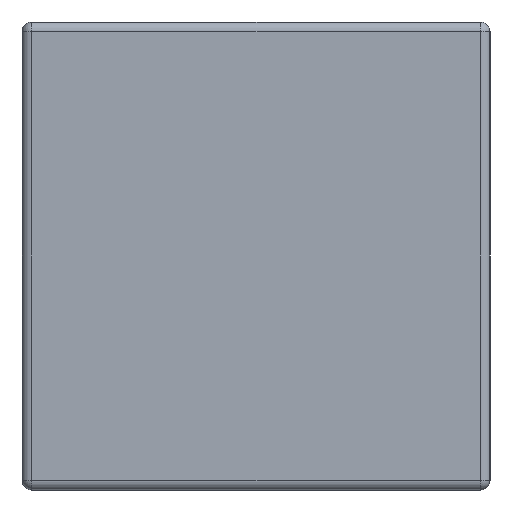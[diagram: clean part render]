
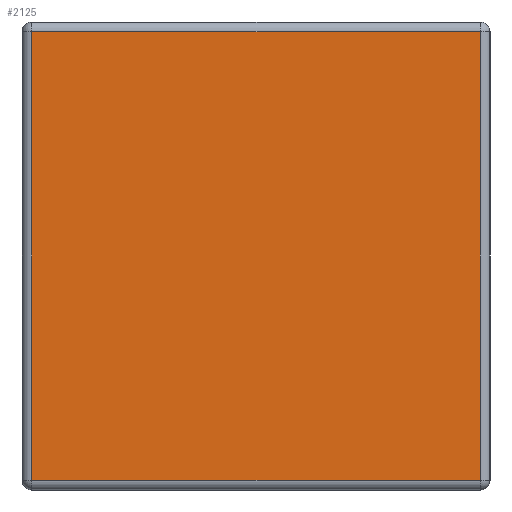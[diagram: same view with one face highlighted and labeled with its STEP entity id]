
A CAD part, left-side view. The second image highlights one B-rep face of the part: STEP entity #2125.
In plain terms, the highlighted planar face has unit normal (-1, 0, 0).
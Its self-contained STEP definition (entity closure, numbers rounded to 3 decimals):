
#986 = CARTESIAN_POINT ( 'NONE',  ( 0., 1.763, -1.763 ) ) ;
#1012 = VERTEX_POINT ( 'NONE', #2562 ) ;
#1209 = VECTOR ( 'NONE', #3517, 1000. ) ;
#1235 = DIRECTION ( 'NONE',  ( 0., 0., 1. ) ) ;
#1299 = EDGE_CURVE ( 'NONE', #1012, #1978, #1524, .T. ) ;
#1313 = DIRECTION ( 'NONE',  ( 0., 0., -1. ) ) ;
#1403 = DIRECTION ( 'NONE',  ( 0., 0., 1. ) ) ;
#1457 = EDGE_CURVE ( 'NONE', #3645, #1012, #1865, .T. ) ;
#1491 = VECTOR ( 'NONE', #1235, 1000. ) ;
#1524 = LINE ( 'NONE', #3150, #2361 ) ;
#1733 = CARTESIAN_POINT ( 'NONE',  ( 0., 1.8, -0.037 ) ) ;
#1865 = LINE ( 'NONE', #1733, #2028 ) ;
#1931 = EDGE_CURVE ( 'NONE', #1978, #3878, #2611, .T. ) ;
#1978 = VERTEX_POINT ( 'NONE', #986 ) ;
#2028 = VECTOR ( 'NONE', #3230, 1000. ) ;
#2038 = AXIS2_PLACEMENT_3D ( 'NONE', #3979, #3191, #1403 ) ;
#2125 = ADVANCED_FACE ( 'NONE', ( #4422 ), #2824, .T. ) ;
#2172 = ORIENTED_EDGE ( 'NONE', *, *, #3994, .T. ) ;
#2242 = ORIENTED_EDGE ( 'NONE', *, *, #1457, .T. ) ;
#2361 = VECTOR ( 'NONE', #1313, 1000. ) ;
#2445 = CARTESIAN_POINT ( 'NONE',  ( 0., 0.037, -0.037 ) ) ;
#2451 = CARTESIAN_POINT ( 'NONE',  ( 0., 0., -1.763 ) ) ;
#2465 = ORIENTED_EDGE ( 'NONE', *, *, #1931, .T. ) ;
#2562 = CARTESIAN_POINT ( 'NONE',  ( 0., 1.763, -0.037 ) ) ;
#2611 = LINE ( 'NONE', #2451, #1209 ) ;
#2689 = CARTESIAN_POINT ( 'NONE',  ( 0., 0.037, 0. ) ) ;
#2824 = PLANE ( 'NONE',  #2038 ) ;
#3150 = CARTESIAN_POINT ( 'NONE',  ( 0., 1.763, -1.8 ) ) ;
#3191 = DIRECTION ( 'NONE',  ( -1., 0., 0. ) ) ;
#3230 = DIRECTION ( 'NONE',  ( 0., 1., 0. ) ) ;
#3517 = DIRECTION ( 'NONE',  ( 0., -1., 0. ) ) ;
#3645 = VERTEX_POINT ( 'NONE', #2445 ) ;
#3878 = VERTEX_POINT ( 'NONE', #4427 ) ;
#3979 = CARTESIAN_POINT ( 'NONE',  ( 0., 0., 0. ) ) ;
#3994 = EDGE_CURVE ( 'NONE', #3878, #3645, #4033, .T. ) ;
#4033 = LINE ( 'NONE', #2689, #1491 ) ;
#4046 = EDGE_LOOP ( 'NONE', ( #2465, #2172, #2242, #4293 ) ) ;
#4293 = ORIENTED_EDGE ( 'NONE', *, *, #1299, .T. ) ;
#4422 = FACE_OUTER_BOUND ( 'NONE', #4046, .T. ) ;
#4427 = CARTESIAN_POINT ( 'NONE',  ( 0., 0.037, -1.763 ) ) ;
